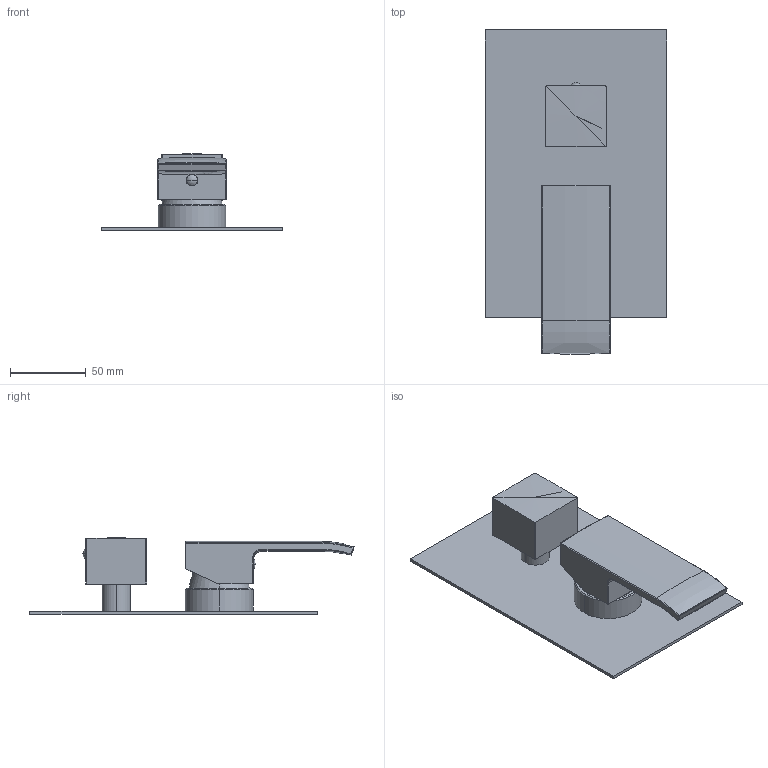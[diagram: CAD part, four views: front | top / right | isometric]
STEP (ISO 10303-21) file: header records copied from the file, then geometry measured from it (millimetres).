
FILE_DESCRIPTION((''),'2;1');
FILE_NAME('EL018CRM','2021-01-13T16:47:52',('ut3'),('PAFFONI SpA'),'CREO PARAMETRIC BY PTC INC, 2020044','CREO PARAMETRIC BY PTC INC, 2020044','');
FILE_SCHEMA(('CONFIG_CONTROL_DESIGN','SHAPE_APPEARANCE_LAYERS_GROUPS'));
Length unit declared in the file: millimetre
Products named in the file (1): EL018CRM
Bounding box: 120 x 214.03 x 50.39 mm (x, y, z)
Volume: 169642.9 mm3; surface area: 77144.7 mm2
Topology: 1 solids, 1 shells, 149 faces, 354 edges, 211 vertices
Faces by surface type: cylinder 58, plane 47, sphere 14, bspline 13, cone 10, torus 7
Entity records: 6494 total; most frequent: CARTESIAN_POINT 2042, ORIENTED_EDGE 696, DIRECTION 695, EDGE_CURVE 348, AXIS2_PLACEMENT_3D 267, VERTEX_POINT 211, VECTOR 161, LINE 161
